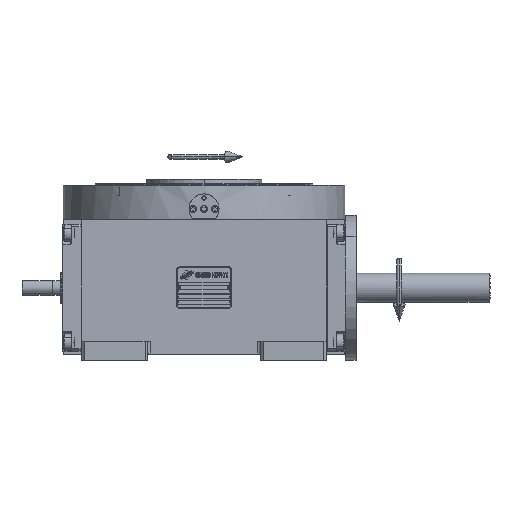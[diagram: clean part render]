
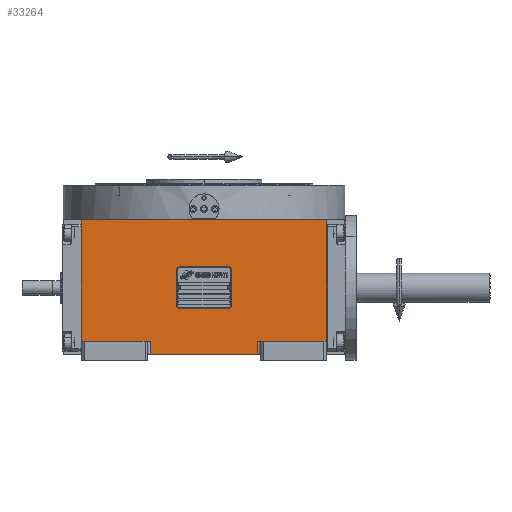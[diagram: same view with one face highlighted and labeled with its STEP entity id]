
A CAD part, top view. The second image highlights one B-rep face of the part: STEP entity #33264.
In plain terms, the highlighted planar face has unit normal (0, 0, 1).
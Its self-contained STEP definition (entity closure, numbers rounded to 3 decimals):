
#95 = LINE ( 'NONE', #15188, #20855 ) ;
#933 = EDGE_CURVE ( 'NONE', #56287, #13412, #62394, .T. ) ;
#1418 = LINE ( 'NONE', #45764, #35025 ) ;
#2080 = CARTESIAN_POINT ( 'NONE',  ( 59., -59., 226. ) ) ;
#2118 = VERTEX_POINT ( 'NONE', #8437 ) ;
#2651 = LINE ( 'NONE', #41740, #5706 ) ;
#2763 = EDGE_CURVE ( 'NONE', #2118, #3681, #1418, .T. ) ;
#2959 = VERTEX_POINT ( 'NONE', #58168 ) ;
#3681 = VERTEX_POINT ( 'NONE', #57608 ) ;
#4914 = CARTESIAN_POINT ( 'NONE',  ( -59., -73., 226. ) ) ;
#5141 = ORIENTED_EDGE ( 'NONE', *, *, #61455, .T. ) ;
#5395 = CARTESIAN_POINT ( 'NONE',  ( -135., -73., 226. ) ) ;
#5706 = VECTOR ( 'NONE', #11864, 1000. ) ;
#7949 = VERTEX_POINT ( 'NONE', #41207 ) ;
#8355 = LINE ( 'NONE', #37953, #15928 ) ;
#8437 = CARTESIAN_POINT ( 'NONE',  ( 59., -59., 226. ) ) ;
#8883 = CARTESIAN_POINT ( 'NONE',  ( -135., -59., 226. ) ) ;
#11717 = EDGE_CURVE ( 'NONE', #7949, #30979, #8355, .T. ) ;
#11864 = DIRECTION ( 'NONE',  ( 0., 1., 0. ) ) ;
#13412 = VERTEX_POINT ( 'NONE', #35059 ) ;
#14421 = CARTESIAN_POINT ( 'NONE',  ( -59., -73., 226. ) ) ;
#15116 = ORIENTED_EDGE ( 'NONE', *, *, #11717, .F. ) ;
#15188 = CARTESIAN_POINT ( 'NONE',  ( -135., -59., 226. ) ) ;
#15499 = EDGE_CURVE ( 'NONE', #23382, #2959, #34595, .T. ) ;
#15649 = EDGE_CURVE ( 'NONE', #23382, #7949, #95, .T. ) ;
#15928 = VECTOR ( 'NONE', #18552, 1000. ) ;
#17441 = CARTESIAN_POINT ( 'NONE',  ( -59., -73., 226. ) ) ;
#18552 = DIRECTION ( 'NONE',  ( 1., 0., 0. ) ) ;
#20183 = DIRECTION ( 'NONE',  ( 1., 0., 0. ) ) ;
#20768 = CARTESIAN_POINT ( 'NONE',  ( 135., 75., 226. ) ) ;
#20855 = VECTOR ( 'NONE', #35262, 1000. ) ;
#21287 = ORIENTED_EDGE ( 'NONE', *, *, #15499, .T. ) ;
#23382 = VERTEX_POINT ( 'NONE', #8883 ) ;
#24125 = PLANE ( 'NONE',  #38106 ) ;
#29376 = ORIENTED_EDGE ( 'NONE', *, *, #2763, .T. ) ;
#30684 = DIRECTION ( 'NONE',  ( 1., 0., 0. ) ) ;
#30979 = VERTEX_POINT ( 'NONE', #20768 ) ;
#33264 = ADVANCED_FACE ( 'NONE', ( #54928 ), #24125, .T. ) ;
#33490 = EDGE_CURVE ( 'NONE', #2118, #13412, #47039, .T. ) ;
#33621 = CARTESIAN_POINT ( 'NONE',  ( -135., -59., 226. ) ) ;
#34595 = LINE ( 'NONE', #33621, #62764 ) ;
#35025 = VECTOR ( 'NONE', #30684, 1000. ) ;
#35059 = CARTESIAN_POINT ( 'NONE',  ( 59., -73., 226. ) ) ;
#35119 = DIRECTION ( 'NONE',  ( 0., 1., 0. ) ) ;
#35262 = DIRECTION ( 'NONE',  ( 0., 1., 0. ) ) ;
#37953 = CARTESIAN_POINT ( 'NONE',  ( -135., 75., 226. ) ) ;
#38089 = EDGE_LOOP ( 'NONE', ( #61366, #43264, #29376, #5141, #15116, #50740, #21287, #48714 ) ) ;
#38106 = AXIS2_PLACEMENT_3D ( 'NONE', #5395, #49355, #20183 ) ;
#38173 = VECTOR ( 'NONE', #53174, 1000. ) ;
#41207 = CARTESIAN_POINT ( 'NONE',  ( -135., 75., 226. ) ) ;
#41740 = CARTESIAN_POINT ( 'NONE',  ( 135., -59., 226. ) ) ;
#42302 = VECTOR ( 'NONE', #35119, 1000. ) ;
#43264 = ORIENTED_EDGE ( 'NONE', *, *, #33490, .F. ) ;
#45764 = CARTESIAN_POINT ( 'NONE',  ( 59., -59., 226. ) ) ;
#46628 = EDGE_CURVE ( 'NONE', #56287, #2959, #55417, .T. ) ;
#47039 = LINE ( 'NONE', #2080, #64295 ) ;
#48714 = ORIENTED_EDGE ( 'NONE', *, *, #46628, .F. ) ;
#49355 = DIRECTION ( 'NONE',  ( 0., 0., 1. ) ) ;
#50740 = ORIENTED_EDGE ( 'NONE', *, *, #15649, .F. ) ;
#53174 = DIRECTION ( 'NONE',  ( 1., 0., 0. ) ) ;
#53580 = DIRECTION ( 'NONE',  ( 1., 0., 0. ) ) ;
#54928 = FACE_OUTER_BOUND ( 'NONE', #38089, .T. ) ;
#55417 = LINE ( 'NONE', #14421, #42302 ) ;
#56287 = VERTEX_POINT ( 'NONE', #4914 ) ;
#57608 = CARTESIAN_POINT ( 'NONE',  ( 135., -59., 226. ) ) ;
#58168 = CARTESIAN_POINT ( 'NONE',  ( -59., -59., 226. ) ) ;
#61366 = ORIENTED_EDGE ( 'NONE', *, *, #933, .T. ) ;
#61455 = EDGE_CURVE ( 'NONE', #3681, #30979, #2651, .T. ) ;
#62152 = DIRECTION ( 'NONE',  ( 0., -1., 0. ) ) ;
#62394 = LINE ( 'NONE', #17441, #38173 ) ;
#62764 = VECTOR ( 'NONE', #53580, 1000. ) ;
#64295 = VECTOR ( 'NONE', #62152, 1000. ) ;
